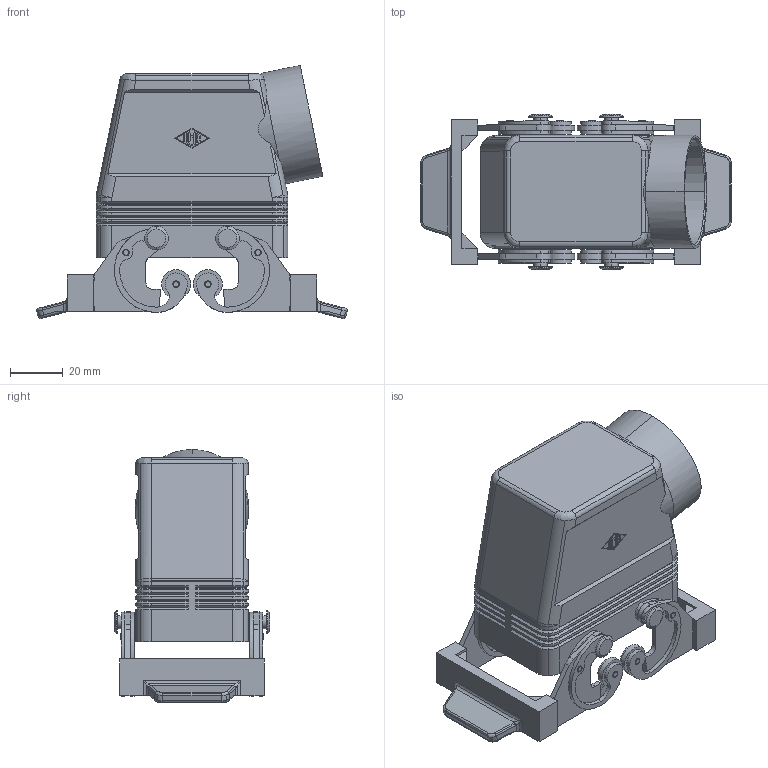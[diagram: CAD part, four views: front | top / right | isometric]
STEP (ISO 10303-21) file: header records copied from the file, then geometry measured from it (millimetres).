
FILE_DESCRIPTION((''),'2;1');
FILE_NAME('MMAO 03 X40.stp','2006-12-21T13:22:29',('gembarski'),(''),'Autodesk Inventor 7','Autodesk Inventor 7','');
FILE_SCHEMA(('AUTOMOTIVE_DESIGN { 1 0 10303 214 1 1 1 1 }'));
Length unit declared in the file: millimetre
Products named in the file (1): CAO Tüllengehäuse 2 Bügel für einen Einsatz
Bounding box: 118.09 x 59 x 96.26 mm (x, y, z)
Volume: 70867.5 mm3; surface area: 52078.9 mm2
Topology: 1 solids, 5 shells, 855 faces, 2182 edges, 1365 vertices
Faces by surface type: bspline 277, plane 249, cylinder 231, cone 78, torus 16, sphere 4
Entity records: 29581 total; most frequent: CARTESIAN_POINT 9112, ORIENTED_EDGE 4340, DIRECTION 4268, EDGE_CURVE 2170, AXIS2_PLACEMENT_3D 1551, VERTEX_POINT 1365, VECTOR 1166, LINE 1166
